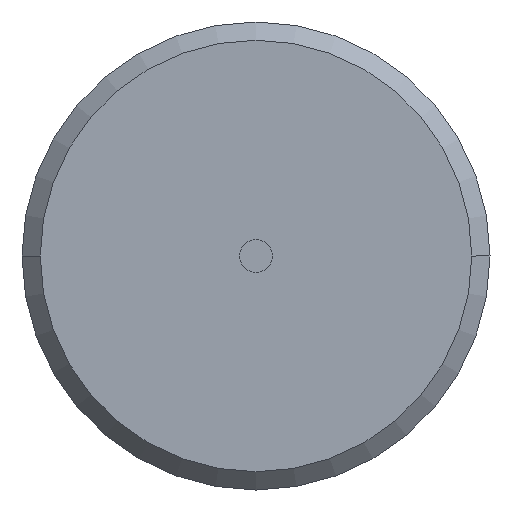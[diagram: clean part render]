
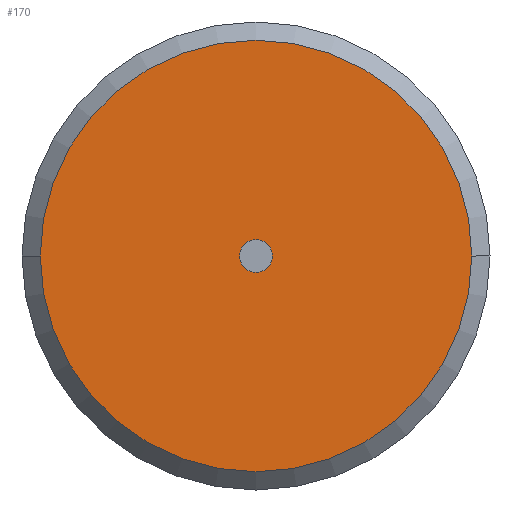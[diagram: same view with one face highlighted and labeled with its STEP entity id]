
A CAD part, front view. The second image highlights one B-rep face of the part: STEP entity #170.
In plain terms, the highlighted planar face has unit normal (0, -1, 0).
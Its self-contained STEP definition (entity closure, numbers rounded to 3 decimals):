
#1=CARTESIAN_POINT('',(0.,0.,0.));
#2=DIRECTION('',(0.,1.,0.));
#3=DIRECTION('',(1.,0.,0.));
#4=AXIS2_PLACEMENT_3D('',#1,#2,#3);
#6=CARTESIAN_POINT('',(0.,0.,0.));
#7=DIRECTION('',(0.,1.,0.));
#8=DIRECTION('',(-1.,0.,0.));
#9=AXIS2_PLACEMENT_3D('',#6,#7,#8);
#11=CARTESIAN_POINT('',(0.,0.,0.));
#12=DIRECTION('',(0.,-1.,0.));
#13=DIRECTION('',(1.,0.,0.));
#14=AXIS2_PLACEMENT_3D('',#11,#12,#13);
#16=CARTESIAN_POINT('',(0.,0.,0.));
#17=DIRECTION('',(0.,-1.,0.));
#18=DIRECTION('',(-1.,0.,0.));
#19=AXIS2_PLACEMENT_3D('',#16,#17,#18);
#129=CARTESIAN_POINT('',(0.35,0.,0.));
#130=CARTESIAN_POINT('',(-0.35,0.,0.));
#131=VERTEX_POINT('',#129);
#132=VERTEX_POINT('',#130);
#145=CARTESIAN_POINT('',(4.61,0.,0.));
#146=CARTESIAN_POINT('',(-4.61,0.,0.));
#147=VERTEX_POINT('',#145);
#148=VERTEX_POINT('',#146);
#153=CARTESIAN_POINT('',(0.,0.,0.));
#154=DIRECTION('',(0.,1.,0.));
#155=DIRECTION('',(1.,0.,0.));
#156=AXIS2_PLACEMENT_3D('',#153,#154,#155);
#157=PLANE('',#156);
#159=ORIENTED_EDGE('',*,*,#158,.F.);
#161=ORIENTED_EDGE('',*,*,#160,.F.);
#162=EDGE_LOOP('',(#159,#161));
#163=FACE_OUTER_BOUND('',#162,.F.);
#165=ORIENTED_EDGE('',*,*,#164,.F.);
#167=ORIENTED_EDGE('',*,*,#166,.F.);
#168=EDGE_LOOP('',(#165,#167));
#169=FACE_BOUND('',#168,.F.);
#5=CIRCLE('',#4,0.35);
#10=CIRCLE('',#9,0.35);
#15=CIRCLE('',#14,4.61);
#20=CIRCLE('',#19,4.61);
#158=EDGE_CURVE('',#147,#148,#15,.T.);
#160=EDGE_CURVE('',#148,#147,#20,.T.);
#164=EDGE_CURVE('',#131,#132,#5,.T.);
#166=EDGE_CURVE('',#132,#131,#10,.T.);
#170=ADVANCED_FACE('',(#163,#169),#157,.F.);
